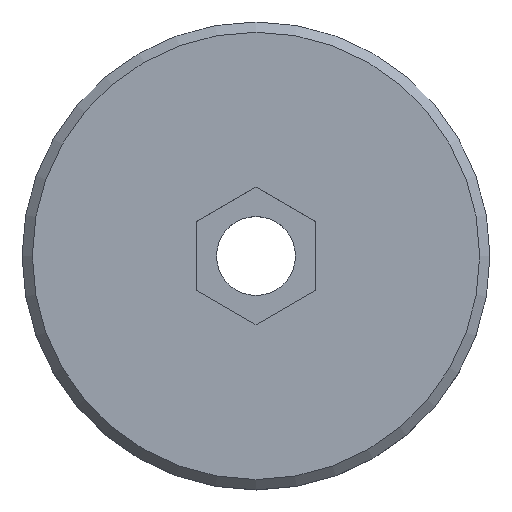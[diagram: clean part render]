
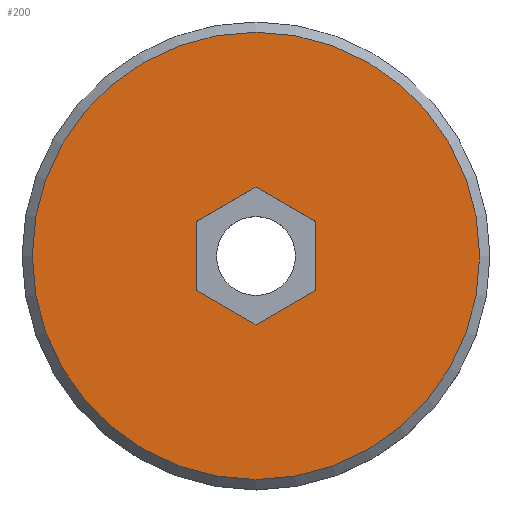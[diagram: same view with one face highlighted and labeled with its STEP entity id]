
A CAD part, top view. The second image highlights one B-rep face of the part: STEP entity #200.
In plain terms, the highlighted planar face has unit normal (0, 0, 1).
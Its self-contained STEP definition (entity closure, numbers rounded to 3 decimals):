
#17=FACE_BOUND('',#43,.T.);
#20=PLANE('',#228);
#30=FACE_OUTER_BOUND('',#42,.T.);
#42=EDGE_LOOP('',(#150));
#43=EDGE_LOOP('',(#151,#152,#153,#154,#155,#156));
#57=LINE('',#309,#78);
#58=LINE('',#311,#79);
#59=LINE('',#313,#80);
#60=LINE('',#315,#81);
#61=LINE('',#317,#82);
#62=LINE('',#318,#83);
#78=VECTOR('',#253,10.);
#79=VECTOR('',#254,10.);
#80=VECTOR('',#255,10.);
#81=VECTOR('',#256,10.);
#82=VECTOR('',#257,10.);
#83=VECTOR('',#258,10.);
#99=CIRCLE('',#227,15.3);
#104=VERTEX_POINT('',#303);
#105=VERTEX_POINT('',#307);
#106=VERTEX_POINT('',#308);
#107=VERTEX_POINT('',#310);
#108=VERTEX_POINT('',#312);
#109=VERTEX_POINT('',#314);
#110=VERTEX_POINT('',#316);
#122=EDGE_CURVE('',#104,#104,#99,.T.);
#123=EDGE_CURVE('',#105,#106,#57,.T.);
#124=EDGE_CURVE('',#106,#107,#58,.T.);
#125=EDGE_CURVE('',#107,#108,#59,.T.);
#126=EDGE_CURVE('',#108,#109,#60,.T.);
#127=EDGE_CURVE('',#109,#110,#61,.T.);
#128=EDGE_CURVE('',#110,#105,#62,.T.);
#150=ORIENTED_EDGE('',*,*,#122,.F.);
#151=ORIENTED_EDGE('',*,*,#123,.T.);
#152=ORIENTED_EDGE('',*,*,#124,.T.);
#153=ORIENTED_EDGE('',*,*,#125,.T.);
#154=ORIENTED_EDGE('',*,*,#126,.T.);
#155=ORIENTED_EDGE('',*,*,#127,.T.);
#156=ORIENTED_EDGE('',*,*,#128,.T.);
#200=ADVANCED_FACE('',(#30,#17),#20,.T.);
#227=AXIS2_PLACEMENT_3D('',#305,#249,#250);
#228=AXIS2_PLACEMENT_3D('',#306,#251,#252);
#249=DIRECTION('center_axis',(0.,0.,-1.));
#250=DIRECTION('ref_axis',(0.,1.,0.));
#251=DIRECTION('center_axis',(0.,0.,1.));
#252=DIRECTION('ref_axis',(0.,1.,0.));
#253=DIRECTION('',(0.866,0.5,0.));
#254=DIRECTION('',(0.866,-0.5,0.));
#255=DIRECTION('',(0.,-1.,0.));
#256=DIRECTION('',(-0.866,-0.5,0.));
#257=DIRECTION('',(-0.866,0.5,0.));
#258=DIRECTION('',(0.,1.,0.));
#303=CARTESIAN_POINT('',(101.841,79.18,-63.664));
#305=CARTESIAN_POINT('Origin',(101.841,94.48,-63.664));
#306=CARTESIAN_POINT('Origin',(101.841,80.48,-63.664));
#307=CARTESIAN_POINT('',(97.766,96.833,-63.664));
#308=CARTESIAN_POINT('',(101.841,99.185,-63.664));
#309=CARTESIAN_POINT('',(97.46,96.656,-63.664));
#310=CARTESIAN_POINT('',(105.916,96.833,-63.664));
#311=CARTESIAN_POINT('',(107.597,95.862,-63.664));
#312=CARTESIAN_POINT('',(105.916,92.127,-63.664));
#313=CARTESIAN_POINT('',(105.916,86.686,-63.664));
#314=CARTESIAN_POINT('',(101.841,89.774,-63.664));
#315=CARTESIAN_POINT('',(100.16,88.804,-63.664));
#316=CARTESIAN_POINT('',(97.766,92.127,-63.664));
#317=CARTESIAN_POINT('',(102.147,89.598,-63.664));
#318=CARTESIAN_POINT('',(97.766,88.274,-63.664));
